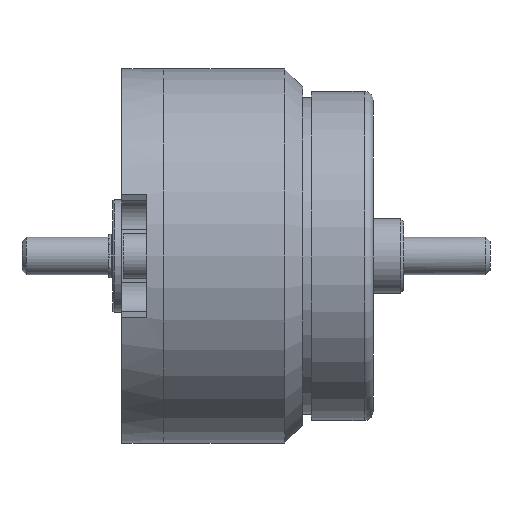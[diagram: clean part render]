
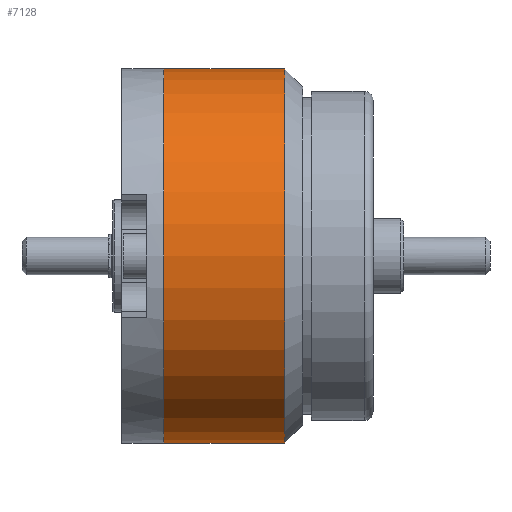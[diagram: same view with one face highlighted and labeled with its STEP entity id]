
A CAD part, front view. The second image highlights one B-rep face of the part: STEP entity #7128.
In plain terms, the highlighted cylindrical face has radius 15.875 mm (diameter 31.75 mm), a partial arc.
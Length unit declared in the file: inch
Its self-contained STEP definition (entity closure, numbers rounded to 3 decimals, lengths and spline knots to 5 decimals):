
#123 = DIRECTION ( 'NONE',  ( -1., 0., 0. ) ) ;
#130 = VECTOR ( 'NONE', #123, 39.37008 ) ;
#373 = ORIENTED_EDGE ( 'NONE', *, *, #2769, .T. ) ;
#578 = CARTESIAN_POINT ( 'NONE',  ( 0.544, 0., 0. ) ) ;
#592 = VERTEX_POINT ( 'NONE', #7834 ) ;
#773 = CARTESIAN_POINT ( 'NONE',  ( -0.60457, 0., -0.625 ) ) ;
#1220 = DIRECTION ( 'NONE',  ( 0., 0., -1. ) ) ;
#1534 = DIRECTION ( 'NONE',  ( 0., 0., -1. ) ) ;
#1857 = DIRECTION ( 'NONE',  ( -1., 0., 0. ) ) ;
#2180 = FACE_OUTER_BOUND ( 'NONE', #7955, .T. ) ;
#2285 = VERTEX_POINT ( 'NONE', #3916 ) ;
#2488 = AXIS2_PLACEMENT_3D ( 'NONE', #7737, #3854, #8371 ) ;
#2769 = EDGE_CURVE ( 'NONE', #5409, #592, #7076, .T. ) ;
#3527 = CARTESIAN_POINT ( 'NONE',  ( 0.544, 0., 0.625 ) ) ;
#3619 = VECTOR ( 'NONE', #1857, 39.37008 ) ;
#3793 = VERTEX_POINT ( 'NONE', #6431 ) ;
#3854 = DIRECTION ( 'NONE',  ( -1., 0., 0. ) ) ;
#3916 = CARTESIAN_POINT ( 'NONE',  ( 0.544, 0., -0.625 ) ) ;
#4180 = AXIS2_PLACEMENT_3D ( 'NONE', #578, #5060, #1220 ) ;
#4697 = CARTESIAN_POINT ( 'NONE',  ( -0.60457, 0., 0. ) ) ;
#5060 = DIRECTION ( 'NONE',  ( -1., 0., 0. ) ) ;
#5254 = LINE ( 'NONE', #773, #130 ) ;
#5353 = DIRECTION ( 'NONE',  ( -1., 0., 0. ) ) ;
#5409 = VERTEX_POINT ( 'NONE', #3527 ) ;
#5501 = ORIENTED_EDGE ( 'NONE', *, *, #5633, .F. ) ;
#5633 = EDGE_CURVE ( 'NONE', #3793, #592, #5912, .T. ) ;
#5785 = AXIS2_PLACEMENT_3D ( 'NONE', #4697, #5353, #1534 ) ;
#5912 = CIRCLE ( 'NONE', #2488, 0.625 ) ;
#5943 = EDGE_CURVE ( 'NONE', #2285, #5409, #6205, .T. ) ;
#6205 = CIRCLE ( 'NONE', #4180, 0.625 ) ;
#6300 = CYLINDRICAL_SURFACE ( 'NONE', #5785, 0.625 ) ;
#6431 = CARTESIAN_POINT ( 'NONE',  ( 0.14, 0., -0.625 ) ) ;
#7033 = CARTESIAN_POINT ( 'NONE',  ( -0.60457, 0., 0.625 ) ) ;
#7049 = ORIENTED_EDGE ( 'NONE', *, *, #5943, .T. ) ;
#7076 = LINE ( 'NONE', #7033, #3619 ) ;
#7128 = ADVANCED_FACE ( 'NONE', ( #2180 ), #6300, .T. ) ;
#7266 = ORIENTED_EDGE ( 'NONE', *, *, #7956, .F. ) ;
#7737 = CARTESIAN_POINT ( 'NONE',  ( 0.14, 0., 0. ) ) ;
#7834 = CARTESIAN_POINT ( 'NONE',  ( 0.14, 0., 0.625 ) ) ;
#7955 = EDGE_LOOP ( 'NONE', ( #7049, #373, #5501, #7266 ) ) ;
#7956 = EDGE_CURVE ( 'NONE', #2285, #3793, #5254, .T. ) ;
#8371 = DIRECTION ( 'NONE',  ( 0., 0., -1. ) ) ;
